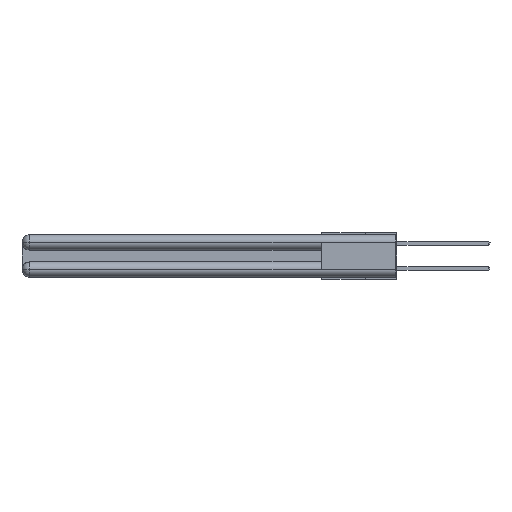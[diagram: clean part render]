
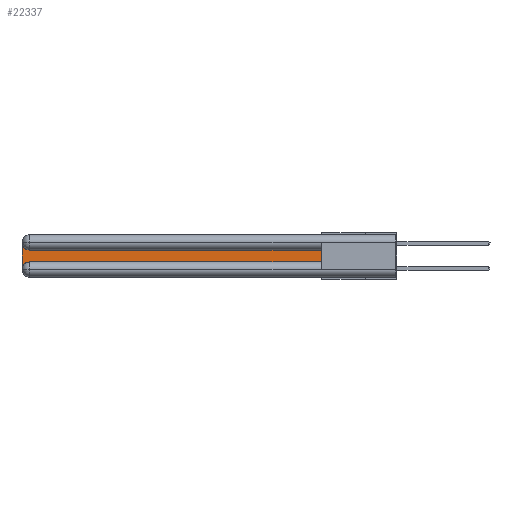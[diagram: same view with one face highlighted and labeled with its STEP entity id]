
A CAD part, left-side view. The second image highlights one B-rep face of the part: STEP entity #22337.
In plain terms, the highlighted planar face has unit normal (-1, 0, 0).
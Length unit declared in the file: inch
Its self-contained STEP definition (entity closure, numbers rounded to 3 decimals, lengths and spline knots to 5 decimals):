
#18 = DIRECTION ( 'NONE',  ( 0., 1., 0. ) ) ;
#216 = DIRECTION ( 'NONE',  ( 0., 0., -1. ) ) ;
#497 = AXIS2_PLACEMENT_3D ( 'NONE', #7363, #9367, #16651 ) ;
#1824 = CARTESIAN_POINT ( 'NONE',  ( 0.075, 3., -0.2775 ) ) ;
#2737 = LINE ( 'NONE', #10101, #13312 ) ;
#3262 = DIRECTION ( 'NONE',  ( 0., 0., -1. ) ) ;
#3970 = AXIS2_PLACEMENT_3D ( 'NONE', #22455, #27377, #3262 ) ;
#4073 = CARTESIAN_POINT ( 'NONE',  ( 0.075, 3., -0.1225 ) ) ;
#4332 = VERTEX_POINT ( 'NONE', #11650 ) ;
#4509 = ORIENTED_EDGE ( 'NONE', *, *, #16952, .T. ) ;
#5477 = ORIENTED_EDGE ( 'NONE', *, *, #14252, .T. ) ;
#5756 = PLANE ( 'NONE',  #8254 ) ;
#7363 = CARTESIAN_POINT ( 'NONE',  ( 0.075, 2.94, -0.0625 ) ) ;
#7480 = VECTOR ( 'NONE', #13305, 39.37008 ) ;
#8218 = LINE ( 'NONE', #14487, #12354 ) ;
#8254 = AXIS2_PLACEMENT_3D ( 'NONE', #4073, #28198, #18399 ) ;
#9263 = EDGE_CURVE ( 'NONE', #28575, #14305, #8218, .T. ) ;
#9316 = CIRCLE ( 'NONE', #497, 0.06 ) ;
#9367 = DIRECTION ( 'NONE',  ( 1., 0., 0. ) ) ;
#10101 = CARTESIAN_POINT ( 'NONE',  ( 0.075, 3., -0.2175 ) ) ;
#10404 = ORIENTED_EDGE ( 'NONE', *, *, #18934, .T. ) ;
#11650 = CARTESIAN_POINT ( 'NONE',  ( 0.075, 2.94, -0.2175 ) ) ;
#12354 = VECTOR ( 'NONE', #18, 39.37008 ) ;
#12383 = ORIENTED_EDGE ( 'NONE', *, *, #30567, .T. ) ;
#12679 = CARTESIAN_POINT ( 'NONE',  ( 0.075, 0.6, -0.1225 ) ) ;
#13305 = DIRECTION ( 'NONE',  ( 0., 0., 1. ) ) ;
#13312 = VECTOR ( 'NONE', #216, 39.37008 ) ;
#13475 = CARTESIAN_POINT ( 'NONE',  ( 0.075, 0.6, -0.2175 ) ) ;
#14252 = EDGE_CURVE ( 'NONE', #4332, #25860, #22673, .T. ) ;
#14305 = VERTEX_POINT ( 'NONE', #27655 ) ;
#14487 = CARTESIAN_POINT ( 'NONE',  ( 0.075, 0.6, -0.1225 ) ) ;
#14698 = LINE ( 'NONE', #22821, #7480 ) ;
#14718 = EDGE_CURVE ( 'NONE', #25860, #28575, #14698, .T. ) ;
#15883 = VERTEX_POINT ( 'NONE', #19710 ) ;
#16565 = CARTESIAN_POINT ( 'NONE',  ( 0.075, 0.6, -0.2175 ) ) ;
#16651 = DIRECTION ( 'NONE',  ( 0., 0., -1. ) ) ;
#16952 = EDGE_CURVE ( 'NONE', #15883, #21597, #2737, .T. ) ;
#18399 = DIRECTION ( 'NONE',  ( 0., 0., -1. ) ) ;
#18934 = EDGE_CURVE ( 'NONE', #21597, #4332, #26432, .T. ) ;
#19710 = CARTESIAN_POINT ( 'NONE',  ( 0.075, 3., -0.0625 ) ) ;
#20197 = FACE_OUTER_BOUND ( 'NONE', #20450, .T. ) ;
#20450 = EDGE_LOOP ( 'NONE', ( #30543, #12383, #4509, #10404, #5477, #27757 ) ) ;
#21029 = DIRECTION ( 'NONE',  ( 0., -1., 0. ) ) ;
#21597 = VERTEX_POINT ( 'NONE', #1824 ) ;
#22337 = ADVANCED_FACE ( 'NONE', ( #20197 ), #5756, .F. ) ;
#22455 = CARTESIAN_POINT ( 'NONE',  ( 0.075, 2.94, -0.2775 ) ) ;
#22673 = LINE ( 'NONE', #13475, #26847 ) ;
#22821 = CARTESIAN_POINT ( 'NONE',  ( 0.075, 0.6, -0.2175 ) ) ;
#25860 = VERTEX_POINT ( 'NONE', #16565 ) ;
#26432 = CIRCLE ( 'NONE', #3970, 0.06 ) ;
#26847 = VECTOR ( 'NONE', #21029, 39.37008 ) ;
#27377 = DIRECTION ( 'NONE',  ( 1., 0., 0. ) ) ;
#27655 = CARTESIAN_POINT ( 'NONE',  ( 0.075, 2.94, -0.1225 ) ) ;
#27757 = ORIENTED_EDGE ( 'NONE', *, *, #14718, .T. ) ;
#28198 = DIRECTION ( 'NONE',  ( 1., 0., 0. ) ) ;
#28575 = VERTEX_POINT ( 'NONE', #12679 ) ;
#30543 = ORIENTED_EDGE ( 'NONE', *, *, #9263, .T. ) ;
#30567 = EDGE_CURVE ( 'NONE', #14305, #15883, #9316, .T. ) ;
